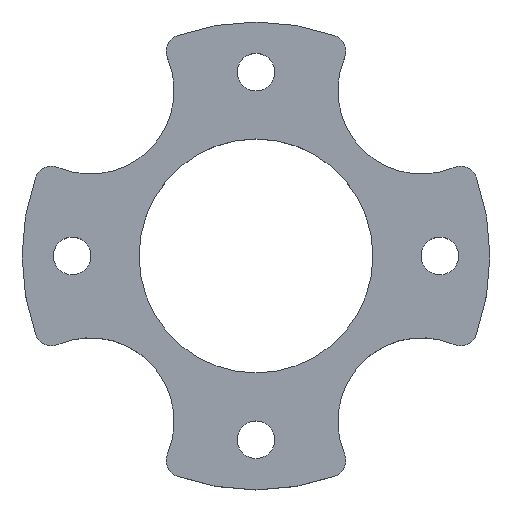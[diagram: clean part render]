
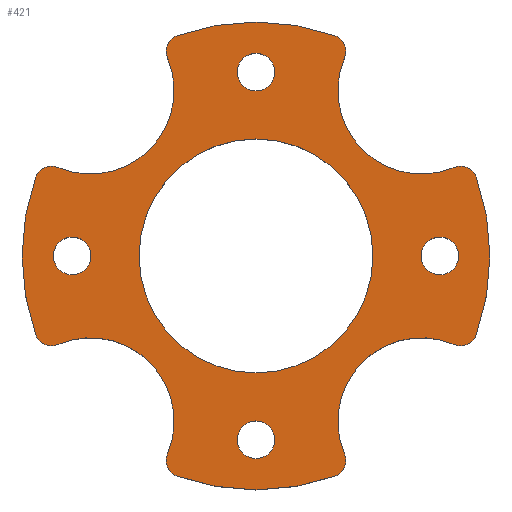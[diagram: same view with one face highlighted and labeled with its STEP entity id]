
A CAD part, top view. The second image highlights one B-rep face of the part: STEP entity #421.
In plain terms, the highlighted planar face has unit normal (0, 0, 1).
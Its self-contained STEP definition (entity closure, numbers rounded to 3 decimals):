
#15=FACE_BOUND('',#53,.T.);
#16=FACE_BOUND('',#54,.T.);
#17=FACE_BOUND('',#55,.T.);
#18=FACE_BOUND('',#56,.T.);
#19=FACE_BOUND('',#57,.T.);
#25=PLANE('',#462);
#29=FACE_OUTER_BOUND('',#52,.T.);
#52=EDGE_LOOP('',(#280,#281,#282,#283,#284,#285,#286,#287,#288,#289,#290,
#291,#292,#293,#294,#295));
#53=EDGE_LOOP('',(#296));
#54=EDGE_LOOP('',(#297));
#55=EDGE_LOOP('',(#298));
#56=EDGE_LOOP('',(#299));
#57=EDGE_LOOP('',(#300));
#126=CIRCLE('',#458,2.);
#127=CIRCLE('',#460,10.);
#129=CIRCLE('',#463,28.);
#130=CIRCLE('',#464,2.);
#131=CIRCLE('',#465,10.);
#132=CIRCLE('',#466,2.);
#133=CIRCLE('',#467,28.);
#134=CIRCLE('',#468,2.);
#135=CIRCLE('',#469,10.);
#136=CIRCLE('',#470,2.);
#137=CIRCLE('',#471,28.);
#138=CIRCLE('',#472,2.);
#139=CIRCLE('',#473,10.);
#140=CIRCLE('',#474,2.);
#141=CIRCLE('',#475,28.);
#142=CIRCLE('',#476,2.);
#143=CIRCLE('',#477,2.25);
#144=CIRCLE('',#478,2.25);
#145=CIRCLE('',#479,2.25);
#146=CIRCLE('',#480,2.25);
#147=CIRCLE('',#481,14.);
#169=VERTEX_POINT('',#679);
#170=VERTEX_POINT('',#681);
#171=VERTEX_POINT('',#685);
#173=VERTEX_POINT('',#691);
#174=VERTEX_POINT('',#693);
#175=VERTEX_POINT('',#695);
#176=VERTEX_POINT('',#697);
#177=VERTEX_POINT('',#699);
#178=VERTEX_POINT('',#701);
#179=VERTEX_POINT('',#703);
#180=VERTEX_POINT('',#705);
#181=VERTEX_POINT('',#707);
#182=VERTEX_POINT('',#709);
#183=VERTEX_POINT('',#711);
#184=VERTEX_POINT('',#713);
#185=VERTEX_POINT('',#715);
#186=VERTEX_POINT('',#718);
#187=VERTEX_POINT('',#720);
#188=VERTEX_POINT('',#722);
#189=VERTEX_POINT('',#724);
#190=VERTEX_POINT('',#726);
#211=EDGE_CURVE('',#169,#170,#126,.T.);
#213=EDGE_CURVE('',#171,#170,#127,.T.);
#216=EDGE_CURVE('',#169,#173,#129,.T.);
#217=EDGE_CURVE('',#174,#173,#130,.T.);
#218=EDGE_CURVE('',#174,#175,#131,.T.);
#219=EDGE_CURVE('',#176,#175,#132,.T.);
#220=EDGE_CURVE('',#176,#177,#133,.T.);
#221=EDGE_CURVE('',#178,#177,#134,.T.);
#222=EDGE_CURVE('',#178,#179,#135,.T.);
#223=EDGE_CURVE('',#180,#179,#136,.T.);
#224=EDGE_CURVE('',#180,#181,#137,.T.);
#225=EDGE_CURVE('',#182,#181,#138,.T.);
#226=EDGE_CURVE('',#182,#183,#139,.T.);
#227=EDGE_CURVE('',#184,#183,#140,.T.);
#228=EDGE_CURVE('',#184,#185,#141,.T.);
#229=EDGE_CURVE('',#171,#185,#142,.T.);
#230=EDGE_CURVE('',#186,#186,#143,.T.);
#231=EDGE_CURVE('',#187,#187,#144,.T.);
#232=EDGE_CURVE('',#188,#188,#145,.T.);
#233=EDGE_CURVE('',#189,#189,#146,.T.);
#234=EDGE_CURVE('',#190,#190,#147,.T.);
#280=ORIENTED_EDGE('',*,*,#211,.F.);
#281=ORIENTED_EDGE('',*,*,#216,.T.);
#282=ORIENTED_EDGE('',*,*,#217,.F.);
#283=ORIENTED_EDGE('',*,*,#218,.T.);
#284=ORIENTED_EDGE('',*,*,#219,.F.);
#285=ORIENTED_EDGE('',*,*,#220,.T.);
#286=ORIENTED_EDGE('',*,*,#221,.F.);
#287=ORIENTED_EDGE('',*,*,#222,.T.);
#288=ORIENTED_EDGE('',*,*,#223,.F.);
#289=ORIENTED_EDGE('',*,*,#224,.T.);
#290=ORIENTED_EDGE('',*,*,#225,.F.);
#291=ORIENTED_EDGE('',*,*,#226,.T.);
#292=ORIENTED_EDGE('',*,*,#227,.F.);
#293=ORIENTED_EDGE('',*,*,#228,.T.);
#294=ORIENTED_EDGE('',*,*,#229,.F.);
#295=ORIENTED_EDGE('',*,*,#213,.T.);
#296=ORIENTED_EDGE('',*,*,#230,.T.);
#297=ORIENTED_EDGE('',*,*,#231,.T.);
#298=ORIENTED_EDGE('',*,*,#232,.T.);
#299=ORIENTED_EDGE('',*,*,#233,.T.);
#300=ORIENTED_EDGE('',*,*,#234,.T.);
#421=ADVANCED_FACE('',(#29,#15,#16,#17,#18,#19),#25,.T.);
#458=AXIS2_PLACEMENT_3D('',#682,#528,#529);
#460=AXIS2_PLACEMENT_3D('',#686,#533,#534);
#462=AXIS2_PLACEMENT_3D('',#690,#538,#539);
#463=AXIS2_PLACEMENT_3D('',#692,#540,#541);
#464=AXIS2_PLACEMENT_3D('',#694,#542,#543);
#465=AXIS2_PLACEMENT_3D('',#696,#544,#545);
#466=AXIS2_PLACEMENT_3D('',#698,#546,#547);
#467=AXIS2_PLACEMENT_3D('',#700,#548,#549);
#468=AXIS2_PLACEMENT_3D('',#702,#550,#551);
#469=AXIS2_PLACEMENT_3D('',#704,#552,#553);
#470=AXIS2_PLACEMENT_3D('',#706,#554,#555);
#471=AXIS2_PLACEMENT_3D('',#708,#556,#557);
#472=AXIS2_PLACEMENT_3D('',#710,#558,#559);
#473=AXIS2_PLACEMENT_3D('',#712,#560,#561);
#474=AXIS2_PLACEMENT_3D('',#714,#562,#563);
#475=AXIS2_PLACEMENT_3D('',#716,#564,#565);
#476=AXIS2_PLACEMENT_3D('',#717,#566,#567);
#477=AXIS2_PLACEMENT_3D('',#719,#568,#569);
#478=AXIS2_PLACEMENT_3D('',#721,#570,#571);
#479=AXIS2_PLACEMENT_3D('',#723,#572,#573);
#480=AXIS2_PLACEMENT_3D('',#725,#574,#575);
#481=AXIS2_PLACEMENT_3D('',#727,#576,#577);
#528=DIRECTION('center_axis',(0.,0.,-1.));
#529=DIRECTION('ref_axis',(0.916,0.402,0.));
#533=DIRECTION('center_axis',(0.,0.,-1.));
#534=DIRECTION('ref_axis',(1.,0.,0.));
#538=DIRECTION('center_axis',(0.,0.,1.));
#539=DIRECTION('ref_axis',(1.,0.,0.));
#540=DIRECTION('center_axis',(0.,0.,1.));
#541=DIRECTION('ref_axis',(1.,0.,0.));
#542=DIRECTION('center_axis',(0.,0.,-1.));
#543=DIRECTION('ref_axis',(-0.916,0.402,0.));
#544=DIRECTION('center_axis',(0.,0.,-1.));
#545=DIRECTION('ref_axis',(1.,0.,0.));
#546=DIRECTION('center_axis',(0.,0.,-1.));
#547=DIRECTION('ref_axis',(-0.402,0.916,0.));
#548=DIRECTION('center_axis',(0.,0.,1.));
#549=DIRECTION('ref_axis',(1.,0.,0.));
#550=DIRECTION('center_axis',(0.,0.,-1.));
#551=DIRECTION('ref_axis',(-0.402,-0.916,0.));
#552=DIRECTION('center_axis',(0.,0.,-1.));
#553=DIRECTION('ref_axis',(1.,0.,0.));
#554=DIRECTION('center_axis',(0.,0.,-1.));
#555=DIRECTION('ref_axis',(-0.916,-0.402,0.));
#556=DIRECTION('center_axis',(0.,0.,1.));
#557=DIRECTION('ref_axis',(1.,0.,0.));
#558=DIRECTION('center_axis',(0.,0.,-1.));
#559=DIRECTION('ref_axis',(0.916,-0.402,0.));
#560=DIRECTION('center_axis',(0.,0.,-1.));
#561=DIRECTION('ref_axis',(1.,0.,0.));
#562=DIRECTION('center_axis',(0.,0.,-1.));
#563=DIRECTION('ref_axis',(0.402,-0.916,0.));
#564=DIRECTION('center_axis',(0.,0.,1.));
#565=DIRECTION('ref_axis',(1.,0.,0.));
#566=DIRECTION('center_axis',(0.,0.,-1.));
#567=DIRECTION('ref_axis',(0.402,0.916,0.));
#568=DIRECTION('center_axis',(0.,0.,-1.));
#569=DIRECTION('ref_axis',(1.,0.,0.));
#570=DIRECTION('center_axis',(0.,0.,-1.));
#571=DIRECTION('ref_axis',(1.,0.,0.));
#572=DIRECTION('center_axis',(0.,0.,-1.));
#573=DIRECTION('ref_axis',(1.,0.,0.));
#574=DIRECTION('center_axis',(0.,0.,-1.));
#575=DIRECTION('ref_axis',(1.,0.,0.));
#576=DIRECTION('center_axis',(0.,0.,-1.));
#577=DIRECTION('ref_axis',(1.,0.,0.));
#679=CARTESIAN_POINT('',(9.424,26.366,8.));
#681=CARTESIAN_POINT('',(10.592,23.702,8.));
#682=CARTESIAN_POINT('Origin',(8.751,24.483,8.));
#685=CARTESIAN_POINT('',(23.702,10.592,8.));
#686=CARTESIAN_POINT('Origin',(19.799,19.799,8.));
#690=CARTESIAN_POINT('Origin',(0.,0.,8.));
#691=CARTESIAN_POINT('',(-9.424,26.366,8.));
#692=CARTESIAN_POINT('Origin',(0.,0.,8.));
#693=CARTESIAN_POINT('',(-10.592,23.702,8.));
#694=CARTESIAN_POINT('Origin',(-8.751,24.483,8.));
#695=CARTESIAN_POINT('',(-23.702,10.592,8.));
#696=CARTESIAN_POINT('Origin',(-19.799,19.799,8.));
#697=CARTESIAN_POINT('',(-26.366,9.424,8.));
#698=CARTESIAN_POINT('Origin',(-24.483,8.751,8.));
#699=CARTESIAN_POINT('',(-26.366,-9.424,8.));
#700=CARTESIAN_POINT('Origin',(0.,0.,8.));
#701=CARTESIAN_POINT('',(-23.702,-10.592,8.));
#702=CARTESIAN_POINT('Origin',(-24.483,-8.751,8.));
#703=CARTESIAN_POINT('',(-10.592,-23.702,8.));
#704=CARTESIAN_POINT('Origin',(-19.799,-19.799,8.));
#705=CARTESIAN_POINT('',(-9.424,-26.366,8.));
#706=CARTESIAN_POINT('Origin',(-8.751,-24.483,8.));
#707=CARTESIAN_POINT('',(9.424,-26.366,8.));
#708=CARTESIAN_POINT('Origin',(0.,0.,8.));
#709=CARTESIAN_POINT('',(10.592,-23.702,8.));
#710=CARTESIAN_POINT('Origin',(8.751,-24.483,8.));
#711=CARTESIAN_POINT('',(23.702,-10.592,8.));
#712=CARTESIAN_POINT('Origin',(19.799,-19.799,8.));
#713=CARTESIAN_POINT('',(26.366,-9.424,8.));
#714=CARTESIAN_POINT('Origin',(24.483,-8.751,8.));
#715=CARTESIAN_POINT('',(26.366,9.424,8.));
#716=CARTESIAN_POINT('Origin',(0.,0.,8.));
#717=CARTESIAN_POINT('Origin',(24.483,8.751,8.));
#718=CARTESIAN_POINT('',(19.75,0.,8.));
#719=CARTESIAN_POINT('Origin',(22.,0.,8.));
#720=CARTESIAN_POINT('',(-24.25,0.,8.));
#721=CARTESIAN_POINT('Origin',(-22.,0.,8.));
#722=CARTESIAN_POINT('',(-2.25,22.,8.));
#723=CARTESIAN_POINT('Origin',(0.,22.,8.));
#724=CARTESIAN_POINT('',(-2.25,-22.,8.));
#725=CARTESIAN_POINT('Origin',(0.,-22.,8.));
#726=CARTESIAN_POINT('',(-14.,0.,8.));
#727=CARTESIAN_POINT('Origin',(0.,0.,8.));
